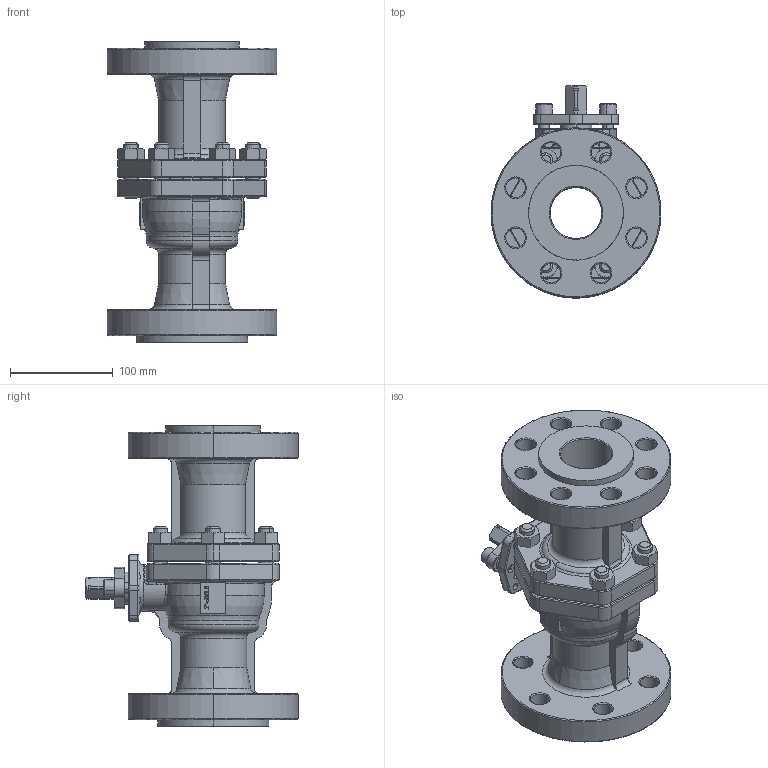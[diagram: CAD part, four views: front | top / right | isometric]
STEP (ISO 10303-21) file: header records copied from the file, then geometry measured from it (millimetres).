
FILE_DESCRIPTION (( 'STEP AP214' ), '1' );
FILE_NAME ('FM-F6-0200-XXX.step', '2019-10-30T12:42:45', ( '' ), ( '' ), 'SwSTEP 2.0', 'SolidWorks 2019', '' );
FILE_SCHEMA (( 'AUTOMOTIVE_DESIGN' ));
Length unit declared in the file: inch
Products named in the file (1): FM-F6-0200-XXX
Bounding box: 165 x 205.96 x 292 mm (x, y, z)
Surface area: 283700.2 mm2 (no closed solid volume)
Topology: 0 solids, 37 shells, 710 faces, 1931 edges, 1242 vertices
Faces by surface type: cylinder 213, plane 207, torus 150, cone 93, bspline 41, sphere 6
Entity records: 49038 total; most frequent: CARTESIAN_POINT 25917, ORIENTED_EDGE 3469, EDGE_CURVE 1925, B_SPLINE_CURVE_WITH_KNOTS 1815, DIRECTION 1480, VERTEX_POINT 1242, EDGE_LOOP 805, UNCERTAINTY_MEASURE_WITH_UNIT 712
